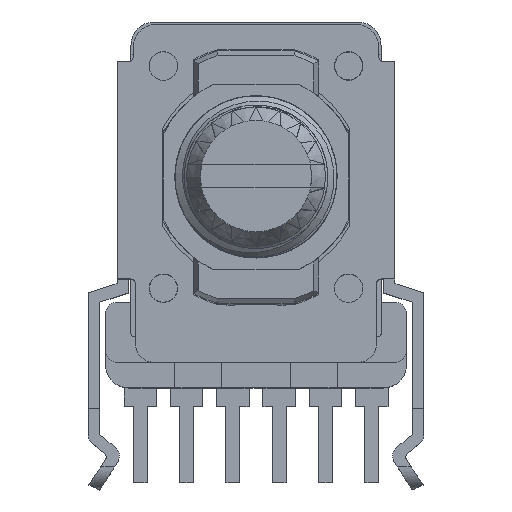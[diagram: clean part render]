
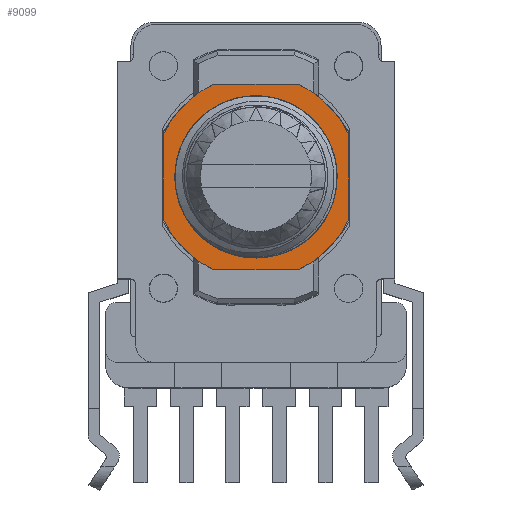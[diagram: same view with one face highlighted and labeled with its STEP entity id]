
A CAD part, top view. The second image highlights one B-rep face of the part: STEP entity #9099.
In plain terms, the highlighted planar face has unit normal (0, 0, 1).
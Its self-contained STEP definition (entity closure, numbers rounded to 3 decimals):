
#5100=CARTESIAN_POINT('',(0.,3.5,3.88));
#5101=VERTEX_POINT('',#5100);
#5314=CARTESIAN_POINT('',(0.,0.,3.88));
#5315=DIRECTION('',(0.0,0.0,1.0));
#5316=DIRECTION('',(1.0,0.0,0.0));
#5317=AXIS2_PLACEMENT_3D('',#5314,#5315,#5316);
#5318=CIRCLE('',#5317,3.5);
#5319=EDGE_CURVE('',#5101,#5101,#5318,.T.);
#8893=CARTESIAN_POINT('',(-4.,-1.833,3.88));
#8894=VERTEX_POINT('',#8893);
#8901=CARTESIAN_POINT('',(-4.,1.833,3.88));
#8902=VERTEX_POINT('',#8901);
#8903=CARTESIAN_POINT('',(-4.,1.833,3.88));
#8904=DIRECTION('',(0.0,-1.0,0.0));
#8905=VECTOR('',#8904,3.666);
#8906=LINE('',#8903,#8905);
#8907=EDGE_CURVE('',#8902,#8894,#8906,.T.);
#8924=CARTESIAN_POINT('',(1.833,-4.,3.88));
#8925=VERTEX_POINT('',#8924);
#8932=CARTESIAN_POINT('',(-1.833,-4.,3.88));
#8933=VERTEX_POINT('',#8932);
#8934=CARTESIAN_POINT('',(-1.833,-4.,3.88));
#8935=DIRECTION('',(1.0,0.0,0.0));
#8936=VECTOR('',#8935,3.666);
#8937=LINE('',#8934,#8936);
#8938=EDGE_CURVE('',#8933,#8925,#8937,.T.);
#8955=CARTESIAN_POINT('',(4.,1.833,3.88));
#8956=VERTEX_POINT('',#8955);
#8963=CARTESIAN_POINT('',(4.,-1.833,3.88));
#8964=VERTEX_POINT('',#8963);
#8965=CARTESIAN_POINT('',(4.,-1.833,3.88));
#8966=DIRECTION('',(0.0,1.0,0.0));
#8967=VECTOR('',#8966,3.666);
#8968=LINE('',#8965,#8967);
#8969=EDGE_CURVE('',#8964,#8956,#8968,.T.);
#8986=CARTESIAN_POINT('',(-1.833,4.,3.88));
#8987=VERTEX_POINT('',#8986);
#8994=CARTESIAN_POINT('',(1.833,4.,3.88));
#8995=VERTEX_POINT('',#8994);
#8996=CARTESIAN_POINT('',(1.833,4.,3.88));
#8997=DIRECTION('',(-1.0,0.0,0.0));
#8998=VECTOR('',#8997,3.666);
#8999=LINE('',#8996,#8998);
#9000=EDGE_CURVE('',#8995,#8987,#8999,.T.);
#9018=CARTESIAN_POINT('',(0.,0.,3.88));
#9019=DIRECTION('',(0.0,0.0,1.0));
#9020=DIRECTION('',(1.0,0.0,0.0));
#9021=AXIS2_PLACEMENT_3D('',#9018,#9019,#9020);
#9022=CIRCLE('',#9021,4.4);
#9023=EDGE_CURVE('',#8987,#8902,#9022,.T.);
#9044=CARTESIAN_POINT('',(0.,0.,3.88));
#9045=DIRECTION('',(0.0,0.0,1.0));
#9046=DIRECTION('',(1.0,0.0,0.0));
#9047=AXIS2_PLACEMENT_3D('',#9044,#9045,#9046);
#9048=CIRCLE('',#9047,4.4);
#9049=EDGE_CURVE('',#8956,#8995,#9048,.T.);
#9065=CARTESIAN_POINT('',(0.,0.,3.88));
#9066=DIRECTION('',(0.0,0.0,1.0));
#9067=DIRECTION('',(1.0,0.0,0.0));
#9068=AXIS2_PLACEMENT_3D('',#9065,#9066,#9067);
#9069=CIRCLE('',#9068,4.4);
#9070=EDGE_CURVE('',#8925,#8964,#9069,.T.);
#9075=CARTESIAN_POINT('',(0.,0.,3.88));
#9076=DIRECTION('',(0.0,0.0,1.0));
#9077=DIRECTION('',(1.0,0.0,0.0));
#9078=AXIS2_PLACEMENT_3D('',#9075,#9076,#9077);
#9079=PLANE('',#9078);
#9080=ORIENTED_EDGE('',*,*,#9049,.T.);
#9081=ORIENTED_EDGE('',*,*,#9000,.T.);
#9082=ORIENTED_EDGE('',*,*,#9023,.T.);
#9083=ORIENTED_EDGE('',*,*,#8907,.T.);
#9084=CARTESIAN_POINT('',(0.,0.,3.88));
#9085=DIRECTION('',(0.0,0.0,1.0));
#9086=DIRECTION('',(1.0,0.0,0.0));
#9087=AXIS2_PLACEMENT_3D('',#9084,#9085,#9086);
#9088=CIRCLE('',#9087,4.4);
#9089=EDGE_CURVE('',#8894,#8933,#9088,.T.);
#9090=ORIENTED_EDGE('',*,*,#9089,.T.);
#9091=ORIENTED_EDGE('',*,*,#8938,.T.);
#9092=ORIENTED_EDGE('',*,*,#9070,.T.);
#9093=ORIENTED_EDGE('',*,*,#8969,.T.);
#9094=EDGE_LOOP('',(#9080,#9081,#9082,#9083,#9090,#9091,#9092,#9093));
#9095=FACE_OUTER_BOUND('',#9094,.T.);
#9096=ORIENTED_EDGE('',*,*,#5319,.F.);
#9097=EDGE_LOOP('',(#9096));
#9098=FACE_BOUND('',#9097,.T.);
#9099=ADVANCED_FACE('',(#9095,#9098),#9079,.T.);
